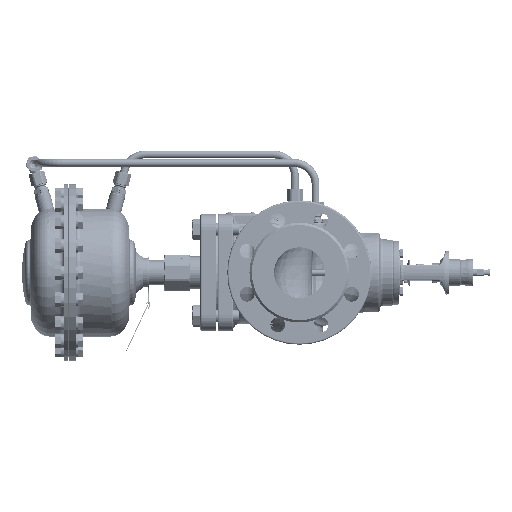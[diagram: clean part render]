
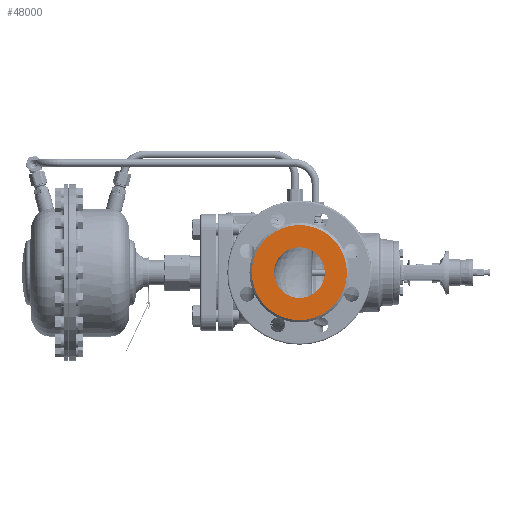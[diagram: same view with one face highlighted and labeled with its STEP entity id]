
A CAD part, left-side view. The second image highlights one B-rep face of the part: STEP entity #48000.
In plain terms, the highlighted planar face has unit normal (-1, 0, 0).
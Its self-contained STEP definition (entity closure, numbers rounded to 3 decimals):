
#10259=CARTESIAN_POINT('',(-145.,32.5,0.));
#10260=CARTESIAN_POINT('',(-145.,32.5,-2.391));
#10261=CARTESIAN_POINT('',(-145.,31.969,-7.187));
#10262=CARTESIAN_POINT('',(-145.,29.606,-14.041));
#10263=CARTESIAN_POINT('',(-145.,25.805,-20.188));
#10264=CARTESIAN_POINT('',(-145.,22.463,-23.606));
#10265=CARTESIAN_POINT('',(-145.,20.64,-25.105));
#10338=CARTESIAN_POINT('',(-145.,20.64,25.105));
#10339=CARTESIAN_POINT('',(-145.,22.463,23.606));
#10340=CARTESIAN_POINT('',(-145.,25.805,20.188));
#10341=CARTESIAN_POINT('',(-145.,29.606,14.041));
#10342=CARTESIAN_POINT('',(-145.,31.969,7.187));
#10343=CARTESIAN_POINT('',(-145.,32.5,2.391));
#10344=CARTESIAN_POINT('',(-145.,32.5,0.));
#10360=CARTESIAN_POINT('',(-145.,0.,0.));
#10361=DIRECTION('',(1.,0.,0.));
#10362=DIRECTION('',(0.,1.,0.));
#10363=AXIS2_PLACEMENT_3D('',#10360,#10361,#10362);
#15081=CARTESIAN_POINT('',(-145.,0.,0.));
#15082=DIRECTION('',(-1.,0.,0.));
#15083=DIRECTION('',(0.,1.,0.));
#15084=AXIS2_PLACEMENT_3D('',#15081,#15082,#15083);
#15197=CARTESIAN_POINT('',(-145.,20.64,-25.105));
#15198=CARTESIAN_POINT('',(-145.,19.911,-25.704));
#15199=CARTESIAN_POINT('',(-145.,18.398,-26.841));
#15200=CARTESIAN_POINT('',(-145.,15.987,-28.344));
#15201=CARTESIAN_POINT('',(-145.,13.878,-29.414));
#15202=CARTESIAN_POINT('',(-145.,12.145,-30.156));
#15203=CARTESIAN_POINT('',(-145.,10.826,-30.655));
#15204=CARTESIAN_POINT('',(-145.,9.491,-31.094));
#15205=CARTESIAN_POINT('',(-145.,7.694,-31.6));
#15206=CARTESIAN_POINT('',(-145.,5.426,-32.084));
#15207=CARTESIAN_POINT('',(-145.,2.697,-32.426));
#15208=CARTESIAN_POINT('',(-145.,-1.331,-32.591));
#15209=CARTESIAN_POINT('',(-145.,-6.585,-32.048));
#15210=CARTESIAN_POINT('',(-145.,-12.791,-30.108));
#15211=CARTESIAN_POINT('',(-145.,-18.422,-27.026));
#15212=CARTESIAN_POINT('',(-145.,-23.307,-22.945));
#15213=CARTESIAN_POINT('',(-145.,-27.288,-18.02));
#15214=CARTESIAN_POINT('',(-145.,-30.251,-12.432));
#15215=CARTESIAN_POINT('',(-145.,-32.079,-6.359));
#15216=CARTESIAN_POINT('',(-145.,-32.5,-2.127));
#15217=CARTESIAN_POINT('',(-145.,-32.5,0.));
#15397=CARTESIAN_POINT('',(-145.,-32.5,0.));
#15398=CARTESIAN_POINT('',(-145.,-32.5,2.127));
#15399=CARTESIAN_POINT('',(-145.,-32.079,6.359));
#15400=CARTESIAN_POINT('',(-145.,-30.251,12.432));
#15401=CARTESIAN_POINT('',(-145.,-27.288,18.02));
#15402=CARTESIAN_POINT('',(-145.,-23.307,22.945));
#15403=CARTESIAN_POINT('',(-145.,-18.422,27.026));
#15404=CARTESIAN_POINT('',(-145.,-12.791,30.108));
#15405=CARTESIAN_POINT('',(-145.,-6.585,32.048));
#15406=CARTESIAN_POINT('',(-145.,-1.331,32.591));
#15407=CARTESIAN_POINT('',(-145.,2.697,32.426));
#15408=CARTESIAN_POINT('',(-145.,5.426,32.084));
#15409=CARTESIAN_POINT('',(-145.,7.694,31.6));
#15410=CARTESIAN_POINT('',(-145.,9.491,31.094));
#15411=CARTESIAN_POINT('',(-145.,10.826,30.655));
#15412=CARTESIAN_POINT('',(-145.,12.145,30.156));
#15413=CARTESIAN_POINT('',(-145.,13.878,29.414));
#15414=CARTESIAN_POINT('',(-145.,15.987,28.344));
#15415=CARTESIAN_POINT('',(-145.,18.398,26.841));
#15416=CARTESIAN_POINT('',(-145.,19.911,25.704));
#15417=CARTESIAN_POINT('',(-145.,20.64,25.105));
#27814=VERTEX_POINT('',#10259);
#27815=VERTEX_POINT('',#10265);
#27816=VERTEX_POINT('',#15217);
#27817=VERTEX_POINT('',#10338);
#27868=CARTESIAN_POINT('',(-145.,61.,0.));
#27870=VERTEX_POINT('',#27868);
#27872=CARTESIAN_POINT('',(-145.,-61.,0.));
#27874=VERTEX_POINT('',#27872);
#47981=CARTESIAN_POINT('',(-145.,0.,0.));
#47982=DIRECTION('',(1.,0.,0.));
#47983=DIRECTION('',(0.,-1.,0.));
#47984=AXIS2_PLACEMENT_3D('',#47981,#47982,#47983);
#47985=PLANE('',#47984);
#47987=ORIENTED_EDGE('',*,*,#47986,.T.);
#47989=ORIENTED_EDGE('',*,*,#47988,.F.);
#47990=EDGE_LOOP('',(#47987,#47989));
#47991=FACE_OUTER_BOUND('',#47990,.F.);
#47992=ORIENTED_EDGE('',*,*,#47663,.T.);
#47994=ORIENTED_EDGE('',*,*,#47993,.T.);
#47996=ORIENTED_EDGE('',*,*,#47995,.T.);
#47997=ORIENTED_EDGE('',*,*,#47973,.T.);
#47998=EDGE_LOOP('',(#47992,#47994,#47996,#47997));
#47999=FACE_BOUND('',#47998,.F.);
#48000=ADVANCED_FACE('',(#47991,#47999),#47985,.F.);
#10266=B_SPLINE_CURVE_WITH_KNOTS('',3,(#10259,#10260,#10261,#10262,#10263,
#10264,#10265),.UNSPECIFIED.,.F.,.F.,(4,1,1,1,4),(0.,0.25,0.5,0.75,
1.),.UNSPECIFIED.);
#10345=B_SPLINE_CURVE_WITH_KNOTS('',3,(#10338,#10339,#10340,#10341,#10342,
#10343,#10344),.UNSPECIFIED.,.F.,.F.,(4,1,1,1,4),(0.,0.25,0.5,0.75,
1.),.UNSPECIFIED.);
#10364=CIRCLE('',#10363,61.);
#15085=CIRCLE('',#15084,61.);
#15218=B_SPLINE_CURVE_WITH_KNOTS('',3,(#15197,#15198,#15199,#15200,#15201,
#15202,#15203,#15204,#15205,#15206,#15207,#15208,#15209,#15210,#15211,#15212,
#15213,#15214,#15215,#15216,#15217),.UNSPECIFIED.,.F.,.F.,(4,1,1,1,1,1,1,1,1,1,
1,1,1,1,1,1,1,1,4),(0.,0.036,0.072,0.108,
0.126,0.144,0.162,0.18,
0.216,0.252,0.288,0.377,
0.466,0.555,0.644,0.733,
0.822,0.911,1.),.UNSPECIFIED.);
#15418=B_SPLINE_CURVE_WITH_KNOTS('',3,(#15397,#15398,#15399,#15400,#15401,
#15402,#15403,#15404,#15405,#15406,#15407,#15408,#15409,#15410,#15411,#15412,
#15413,#15414,#15415,#15416,#15417),.UNSPECIFIED.,.F.,.F.,(4,1,1,1,1,1,1,1,1,1,
1,1,1,1,1,1,1,1,4),(0.,0.089,0.178,0.267,
0.356,0.445,0.534,0.623,
0.712,0.748,0.784,0.82,
0.838,0.856,0.874,0.892,
0.928,0.964,1.),.UNSPECIFIED.);
#47663=EDGE_CURVE('',#27814,#27815,#10266,.T.);
#47973=EDGE_CURVE('',#27817,#27814,#10345,.T.);
#47986=EDGE_CURVE('',#27870,#27874,#10364,.T.);
#47988=EDGE_CURVE('',#27870,#27874,#15085,.T.);
#47993=EDGE_CURVE('',#27815,#27816,#15218,.T.);
#47995=EDGE_CURVE('',#27816,#27817,#15418,.T.);
